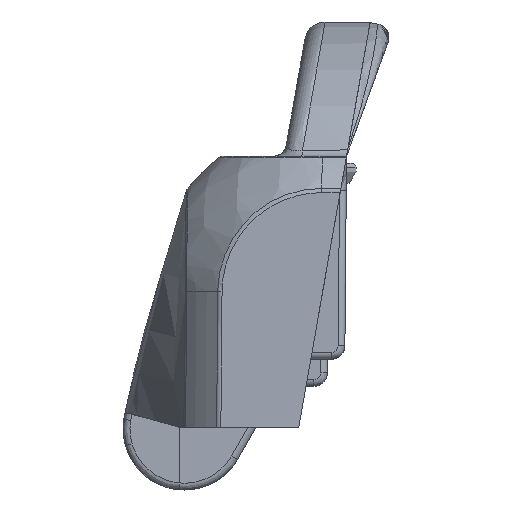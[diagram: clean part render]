
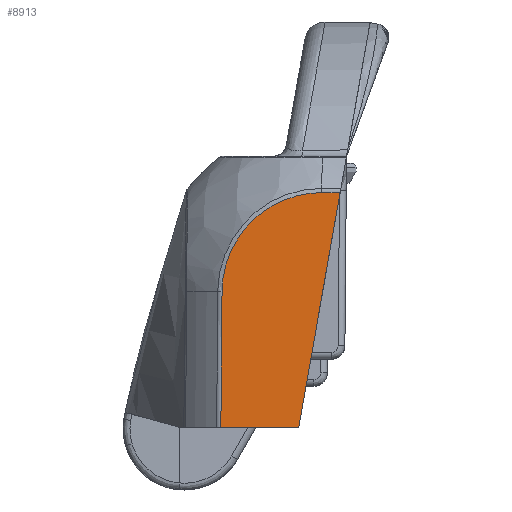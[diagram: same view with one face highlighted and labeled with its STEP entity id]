
A CAD part, front view. The second image highlights one B-rep face of the part: STEP entity #8913.
In plain terms, the highlighted face is planar.
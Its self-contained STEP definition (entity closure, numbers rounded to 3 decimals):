
#621=PLANE('',#9790);
#1116=FACE_OUTER_BOUND('',#1644,.T.);
#1644=EDGE_LOOP('',(#7981,#7982,#7983,#7984,#7985));
#2225=LINE('',#16195,#2774);
#2477=LINE('',#36418,#3026);
#2478=LINE('',#36422,#3027);
#2479=LINE('',#36426,#3028);
#2774=VECTOR('',#10782,17.493);
#3026=VECTOR('',#11992,5.717);
#3027=VECTOR('',#11997,9.962);
#3028=VECTOR('',#12002,1.341);
#3336=B_SPLINE_CURVE_WITH_KNOTS('',3,(#36427,#36428,#36429,#36430,#36431,
#36432,#36433,#36434,#36435,#36436,#36437,#36438,#36439,#36440,#36441,#36442,
#36443,#36444,#36445,#36446,#36447,#36448,#36449,#36450,#36451,#36452,#36453,
#36454,#36455,#36456,#36457,#36458,#36459,#36460),.UNSPECIFIED.,.F.,.F.,
(4,2,2,2,2,2,2,2,2,2,2,2,2,2,2,2,4),(0.,0.033,
0.084,0.184,0.19,0.252,
0.443,0.466,0.659,0.83,
0.832,0.949,0.99,1.066,
1.128,1.139,1.139),.UNSPECIFIED.);
#3771=VERTEX_POINT('',#16192);
#3772=VERTEX_POINT('',#16194);
#4183=VERTEX_POINT('',#36417);
#4184=VERTEX_POINT('',#36421);
#4185=VERTEX_POINT('',#36425);
#4777=EDGE_CURVE('',#3772,#3771,#2225,.T.);
#5508=EDGE_CURVE('',#4183,#3772,#2477,.T.);
#5510=EDGE_CURVE('',#4183,#4184,#2478,.T.);
#5512=EDGE_CURVE('',#4185,#3771,#2479,.T.);
#5513=EDGE_CURVE('',#4184,#4185,#3336,.T.);
#7981=ORIENTED_EDGE('',*,*,#5508,.T.);
#7982=ORIENTED_EDGE('',*,*,#4777,.T.);
#7983=ORIENTED_EDGE('',*,*,#5512,.F.);
#7984=ORIENTED_EDGE('',*,*,#5513,.F.);
#7985=ORIENTED_EDGE('',*,*,#5510,.F.);
#8913=ADVANCED_FACE('',(#1116),#621,.T.);
#9790=AXIS2_PLACEMENT_3D('',#36424,#12000,#12001);
#10782=DIRECTION('',(-0.009,0.174,0.985));
#11992=DIRECTION('',(0.009,1.,0.));
#11997=DIRECTION('',(-0.01,0.009,1.));
#12000=DIRECTION('center_axis',(1.,-0.009,
0.01));
#12001=DIRECTION('ref_axis',(0.01,0.,-1.));
#12002=DIRECTION('',(0.009,1.,0.));
#16192=CARTESIAN_POINT('',(84.849,-48.571,17.327));
#16194=CARTESIAN_POINT('',(84.999,-51.609,0.1));
#16195=CARTESIAN_POINT('',(84.994,-51.51,0.661));
#36417=CARTESIAN_POINT('',(84.95,-57.326,0.1));
#36418=CARTESIAN_POINT('',(85.004,-51.096,0.1));
#36421=CARTESIAN_POINT('',(84.849,-57.238,10.061));
#36422=CARTESIAN_POINT('',(84.949,-57.325,0.199));
#36424=CARTESIAN_POINT('Origin',(85.03,-48.1,0.));
#36425=CARTESIAN_POINT('',(84.837,-49.912,17.327));
#36426=CARTESIAN_POINT('',(84.852,-48.201,17.327));
#36427=CARTESIAN_POINT('Ctrl Pts',(84.849,-57.238,10.061));
#36428=CARTESIAN_POINT('Ctrl Pts',(84.848,-57.236,10.172));
#36429=CARTESIAN_POINT('Ctrl Pts',(84.846,-57.235,10.283));
#36430=CARTESIAN_POINT('Ctrl Pts',(84.844,-57.222,10.563));
#36431=CARTESIAN_POINT('Ctrl Pts',(84.842,-57.206,10.73));
#36432=CARTESIAN_POINT('Ctrl Pts',(84.838,-57.144,11.228));
#36433=CARTESIAN_POINT('Ctrl Pts',(84.835,-57.081,11.555));
#36434=CARTESIAN_POINT('Ctrl Pts',(84.832,-56.989,11.898));
#36435=CARTESIAN_POINT('Ctrl Pts',(84.832,-56.984,11.918));
#36436=CARTESIAN_POINT('Ctrl Pts',(84.83,-56.923,12.138));
#36437=CARTESIAN_POINT('Ctrl Pts',(84.829,-56.86,12.336));
#36438=CARTESIAN_POINT('Ctrl Pts',(84.823,-56.569,13.127));
#36439=CARTESIAN_POINT('Ctrl Pts',(84.82,-56.269,13.699));
#36440=CARTESIAN_POINT('Ctrl Pts',(84.817,-55.852,14.288));
#36441=CARTESIAN_POINT('Ctrl Pts',(84.817,-55.806,14.351));
#36442=CARTESIAN_POINT('Ctrl Pts',(84.815,-55.367,14.93));
#36443=CARTESIAN_POINT('Ctrl Pts',(84.814,-54.915,15.389));
#36444=CARTESIAN_POINT('Ctrl Pts',(84.815,-53.949,16.14));
#36445=CARTESIAN_POINT('Ctrl Pts',(84.816,-53.45,16.44));
#36446=CARTESIAN_POINT('Ctrl Pts',(84.818,-52.921,16.68));
#36447=CARTESIAN_POINT('Ctrl Pts',(84.818,-52.914,16.683));
#36448=CARTESIAN_POINT('Ctrl Pts',(84.82,-52.552,16.846));
#36449=CARTESIAN_POINT('Ctrl Pts',(84.821,-52.185,16.977));
#36450=CARTESIAN_POINT('Ctrl Pts',(84.824,-51.673,17.115));
#36451=CARTESIAN_POINT('Ctrl Pts',(84.825,-51.538,17.147));
#36452=CARTESIAN_POINT('Ctrl Pts',(84.828,-51.152,17.227));
#36453=CARTESIAN_POINT('Ctrl Pts',(84.829,-50.899,17.266));
#36454=CARTESIAN_POINT('Ctrl Pts',(84.833,-50.436,17.313));
#36455=CARTESIAN_POINT('Ctrl Pts',(84.835,-50.227,17.325));
#36456=CARTESIAN_POINT('Ctrl Pts',(84.837,-49.984,17.327));
#36457=CARTESIAN_POINT('Ctrl Pts',(84.837,-49.949,17.327));
#36458=CARTESIAN_POINT('Ctrl Pts',(84.837,-49.914,17.327));
#36459=CARTESIAN_POINT('Ctrl Pts',(84.837,-49.913,17.327));
#36460=CARTESIAN_POINT('Ctrl Pts',(84.837,-49.912,17.327));
